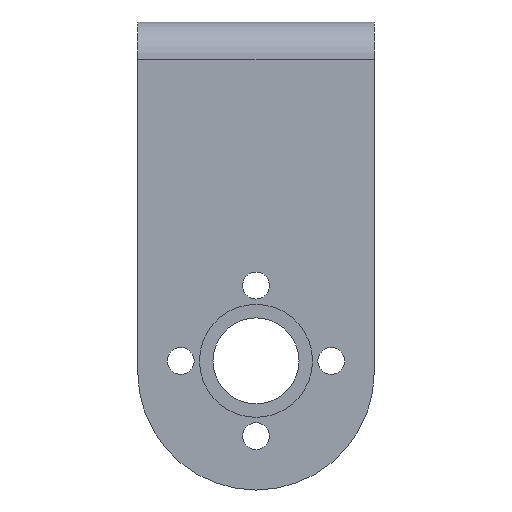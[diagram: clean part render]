
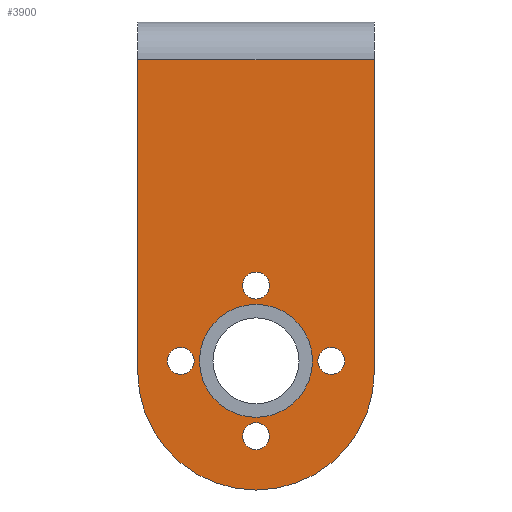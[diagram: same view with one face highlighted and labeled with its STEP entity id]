
A CAD part, front view. The second image highlights one B-rep face of the part: STEP entity #3900.
In plain terms, the highlighted planar face has unit normal (0, -1, 0).
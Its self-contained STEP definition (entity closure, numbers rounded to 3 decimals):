
#51=CIRCLE('',#4015,5.25);
#63=CIRCLE('',#4037,1.25);
#65=CIRCLE('',#4040,1.25);
#67=CIRCLE('',#4043,1.25);
#70=CIRCLE('',#4048,1.25);
#72=CIRCLE('',#4052,11.);
#125=FACE_BOUND('',#629,.T.);
#126=FACE_BOUND('',#630,.T.);
#127=FACE_BOUND('',#631,.T.);
#128=FACE_BOUND('',#632,.T.);
#129=FACE_BOUND('',#633,.T.);
#219=PLANE('',#4059);
#405=FACE_OUTER_BOUND('',#628,.T.);
#628=EDGE_LOOP('',(#3445,#3446,#3447,#3448));
#629=EDGE_LOOP('',(#3449));
#630=EDGE_LOOP('',(#3450));
#631=EDGE_LOOP('',(#3451));
#632=EDGE_LOOP('',(#3452));
#633=EDGE_LOOP('',(#3453));
#970=LINE('',#7346,#1305);
#973=LINE('',#7355,#1308);
#974=LINE('',#7356,#1309);
#1305=VECTOR('',#4637,10.);
#1308=VECTOR('',#4648,10.);
#1309=VECTOR('',#4649,10.);
#1831=VERTEX_POINT('',#7239);
#1851=VERTEX_POINT('',#7298);
#1853=VERTEX_POINT('',#7304);
#1855=VERTEX_POINT('',#7310);
#1858=VERTEX_POINT('',#7320);
#1863=VERTEX_POINT('',#7333);
#1864=VERTEX_POINT('',#7334);
#1865=VERTEX_POINT('',#7339);
#1868=VERTEX_POINT('',#7344);
#2360=EDGE_CURVE('',#1831,#1831,#51,.T.);
#2390=EDGE_CURVE('',#1851,#1851,#63,.T.);
#2393=EDGE_CURVE('',#1853,#1853,#65,.T.);
#2396=EDGE_CURVE('',#1855,#1855,#67,.T.);
#2401=EDGE_CURVE('',#1858,#1858,#70,.T.);
#2406=EDGE_CURVE('',#1863,#1864,#72,.T.);
#2412=EDGE_CURVE('',#1868,#1865,#970,.T.);
#2417=EDGE_CURVE('',#1865,#1863,#973,.T.);
#2418=EDGE_CURVE('',#1864,#1868,#974,.T.);
#3445=ORIENTED_EDGE('',*,*,#2406,.F.);
#3446=ORIENTED_EDGE('',*,*,#2417,.F.);
#3447=ORIENTED_EDGE('',*,*,#2412,.F.);
#3448=ORIENTED_EDGE('',*,*,#2418,.F.);
#3449=ORIENTED_EDGE('',*,*,#2360,.T.);
#3450=ORIENTED_EDGE('',*,*,#2390,.T.);
#3451=ORIENTED_EDGE('',*,*,#2393,.T.);
#3452=ORIENTED_EDGE('',*,*,#2396,.T.);
#3453=ORIENTED_EDGE('',*,*,#2401,.T.);
#3900=ADVANCED_FACE('',(#405,#125,#126,#127,#128,#129),#219,.T.);
#4015=AXIS2_PLACEMENT_3D('',#7240,#4527,#4528);
#4037=AXIS2_PLACEMENT_3D('',#7300,#4589,#4590);
#4040=AXIS2_PLACEMENT_3D('',#7306,#4596,#4597);
#4043=AXIS2_PLACEMENT_3D('',#7312,#4603,#4604);
#4048=AXIS2_PLACEMENT_3D('',#7322,#4615,#4616);
#4052=AXIS2_PLACEMENT_3D('',#7335,#4626,#4627);
#4059=AXIS2_PLACEMENT_3D('',#7354,#4646,#4647);
#4527=DIRECTION('center_axis',(0.,1.,0.));
#4528=DIRECTION('ref_axis',(1.,0.,0.));
#4589=DIRECTION('center_axis',(0.,1.,0.));
#4590=DIRECTION('ref_axis',(1.,0.,0.));
#4596=DIRECTION('center_axis',(0.,1.,0.));
#4597=DIRECTION('ref_axis',(1.,0.,0.));
#4603=DIRECTION('center_axis',(0.,1.,0.));
#4604=DIRECTION('ref_axis',(1.,0.,0.));
#4615=DIRECTION('center_axis',(0.,1.,0.));
#4616=DIRECTION('ref_axis',(1.,0.,0.));
#4626=DIRECTION('center_axis',(0.,1.,0.));
#4627=DIRECTION('ref_axis',(-0.707,0.,-0.707));
#4637=DIRECTION('',(1.,0.,0.));
#4646=DIRECTION('center_axis',(0.,-1.,0.));
#4647=DIRECTION('ref_axis',(0.,0.,-1.));
#4648=DIRECTION('',(0.,0.,-1.));
#4649=DIRECTION('',(0.,0.,1.));
#7239=CARTESIAN_POINT('',(-5.25,-9.1,10.001));
#7240=CARTESIAN_POINT('Origin',(0.,-9.1,10.001));
#7298=CARTESIAN_POINT('',(-1.25,-9.1,3.001));
#7300=CARTESIAN_POINT('Origin',(0.,-9.1,3.001));
#7304=CARTESIAN_POINT('',(-8.25,-9.1,10.001));
#7306=CARTESIAN_POINT('Origin',(-7.,-9.1,10.001));
#7310=CARTESIAN_POINT('',(5.75,-9.1,10.001));
#7312=CARTESIAN_POINT('Origin',(7.,-9.1,10.001));
#7320=CARTESIAN_POINT('',(-1.25,-9.1,17.001));
#7322=CARTESIAN_POINT('Origin',(0.,-9.1,17.001));
#7333=CARTESIAN_POINT('',(11.,-9.1,9.));
#7334=CARTESIAN_POINT('',(-11.,-9.1,9.));
#7335=CARTESIAN_POINT('Origin',(0.,-9.1,9.));
#7339=CARTESIAN_POINT('',(11.,-9.1,38.));
#7344=CARTESIAN_POINT('',(-11.,-9.1,38.));
#7346=CARTESIAN_POINT('',(0.,-9.1,38.));
#7354=CARTESIAN_POINT('Origin',(0.,-9.1,41.5));
#7355=CARTESIAN_POINT('',(11.,-9.1,41.5));
#7356=CARTESIAN_POINT('',(-11.,-9.1,41.5));
